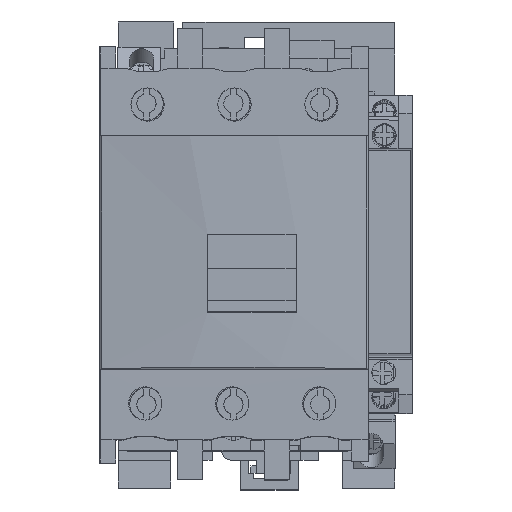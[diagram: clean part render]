
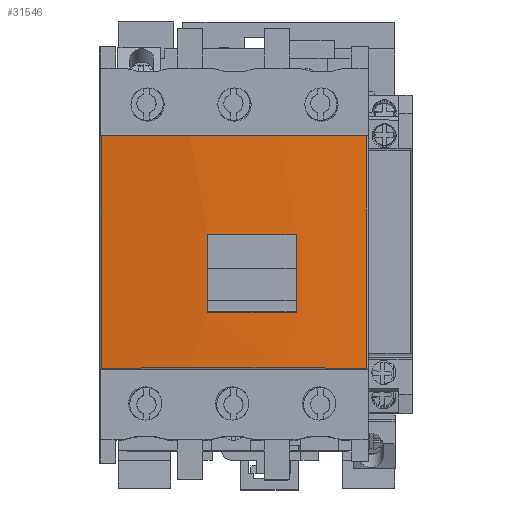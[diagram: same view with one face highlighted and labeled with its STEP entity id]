
A CAD part, top view. The second image highlights one B-rep face of the part: STEP entity #31546.
In plain terms, the highlighted face is a extrusion surface.
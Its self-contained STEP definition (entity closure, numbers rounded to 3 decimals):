
#7687=CARTESIAN_POINT('',(0.513,95.45,178.676));
#7688=CARTESIAN_POINT('',(24.365,95.45,181.963));
#7689=CARTESIAN_POINT('',(48.214,95.45,181.943));
#7690=CARTESIAN_POINT('',(72.06,95.45,178.616));
#7700=CARTESIAN_POINT('',(72.06,32.548,178.616));
#7701=CARTESIAN_POINT('',(48.214,32.963,181.943));
#7702=CARTESIAN_POINT('',(24.365,32.965,181.963));
#7703=CARTESIAN_POINT('',(0.513,32.556,178.676));
#7705=DIRECTION('',(0.,-1.,0.));
#7706=VECTOR('',#7705,62.902);
#7707=CARTESIAN_POINT('',(72.06,95.45,178.616));
#7708=LINE('',#7707,#7706);
#7709=DIRECTION('',(0.,1.,0.));
#7710=VECTOR('',#7709,0.231);
#7711=CARTESIAN_POINT('',(29.22,47.752,181.024));
#7712=LINE('',#7711,#7710);
#7713=CARTESIAN_POINT('',(29.22,47.752,181.024));
#7714=CARTESIAN_POINT('',(37.194,47.752,181.234));
#7715=CARTESIAN_POINT('',(45.161,47.752,181.078));
#7716=CARTESIAN_POINT('',(53.12,47.752,180.556));
#7718=DIRECTION('',(0.,1.,0.));
#7719=VECTOR('',#7718,20.93);
#7720=CARTESIAN_POINT('',(53.12,47.752,180.556));
#7721=LINE('',#7720,#7719);
#7722=CARTESIAN_POINT('',(53.07,68.682,180.559));
#7723=CARTESIAN_POINT('',(53.087,68.682,180.558));
#7724=CARTESIAN_POINT('',(53.103,68.682,180.557));
#7725=CARTESIAN_POINT('',(53.12,68.682,180.556));
#7727=DIRECTION('',(0.,1.,0.));
#7728=VECTOR('',#7727,0.039);
#7729=CARTESIAN_POINT('',(53.07,68.682,180.559));
#7730=LINE('',#7729,#7728);
#7731=CARTESIAN_POINT('',(29.22,68.722,181.024));
#7732=CARTESIAN_POINT('',(37.177,68.722,181.234));
#7733=CARTESIAN_POINT('',(45.127,68.722,181.078));
#7734=CARTESIAN_POINT('',(53.07,68.722,180.559));
#7736=DIRECTION('',(0.,-1.,0.));
#7737=VECTOR('',#7736,20.739);
#7738=CARTESIAN_POINT('',(29.22,68.722,181.024));
#7739=LINE('',#7738,#7737);
#7748=DIRECTION('',(0.,-1.,0.));
#7749=VECTOR('',#7748,62.894);
#7750=CARTESIAN_POINT('',(0.513,95.45,178.676));
#7751=LINE('',#7750,#7749);
#14668=CARTESIAN_POINT('',(0.513,95.45,178.676));
#14670=VERTEX_POINT('',#14668);
#14672=VERTEX_POINT('',#7690);
#14721=CARTESIAN_POINT('',(0.513,32.556,
178.676));
#14723=VERTEX_POINT('',#14721);
#14728=VERTEX_POINT('',#7700);
#17807=CARTESIAN_POINT('',(53.12,47.752,180.556));
#17808=CARTESIAN_POINT('',(53.12,68.682,180.556));
#17809=VERTEX_POINT('',#17807);
#17810=VERTEX_POINT('',#17808);
#17811=VERTEX_POINT('',#7713);
#17838=CARTESIAN_POINT('',(29.22,68.722,181.024));
#17839=CARTESIAN_POINT('',(29.22,47.983,181.024));
#17840=VERTEX_POINT('',#17838);
#17841=VERTEX_POINT('',#17839);
#17842=CARTESIAN_POINT('',(53.07,68.682,180.559));
#17843=CARTESIAN_POINT('',(53.07,68.722,180.559));
#17844=VERTEX_POINT('',#17842);
#17845=VERTEX_POINT('',#17843);
#31512=CARTESIAN_POINT('',(36.071,126.75,-79.336));
#31513=DIRECTION('',(0.,1.,0.));
#31514=DIRECTION('',(0.105,0.,-0.994));
#31515=AXIS2_PLACEMENT_3D('',#31512,#31513,#31514);
#31520=DIRECTION('',(0.,1.,0.));
#31521=VECTOR('',#31520,1.);
#31522=SURFACE_OF_LINEAR_EXTRUSION('',#31516,#31521);
#31523=ORIENTED_EDGE('',*,*,#25322,.T.);
#31525=ORIENTED_EDGE('',*,*,#31524,.F.);
#31526=ORIENTED_EDGE('',*,*,#31496,.T.);
#31527=ORIENTED_EDGE('',*,*,#25293,.T.);
#31528=EDGE_LOOP('',(#31523,#31525,#31526,#31527));
#31529=FACE_OUTER_BOUND('',#31528,.F.);
#31531=ORIENTED_EDGE('',*,*,#31530,.F.);
#31533=ORIENTED_EDGE('',*,*,#31532,.T.);
#31535=ORIENTED_EDGE('',*,*,#31534,.T.);
#31537=ORIENTED_EDGE('',*,*,#31536,.F.);
#31539=ORIENTED_EDGE('',*,*,#31538,.T.);
#31541=ORIENTED_EDGE('',*,*,#31540,.F.);
#31543=ORIENTED_EDGE('',*,*,#31542,.T.);
#31544=EDGE_LOOP('',(#31531,#31533,#31535,#31537,#31539,#31541,#31543));
#31545=FACE_BOUND('',#31544,.F.);
#7691=B_SPLINE_CURVE_WITH_KNOTS('',3,(#7687,#7688,#7689,#7690),.UNSPECIFIED.,
.F.,.F.,(4,4),(0.,1.),.UNSPECIFIED.);
#7704=B_SPLINE_CURVE_WITH_KNOTS('',3,(#7700,#7701,#7702,#7703),.UNSPECIFIED.,
.F.,.F.,(4,4),(0.,1.),.UNSPECIFIED.);
#7717=B_SPLINE_CURVE_WITH_KNOTS('',3,(#7713,#7714,#7715,#7716),.UNSPECIFIED.,
.F.,.F.,(4,4),(0.,1.),.UNSPECIFIED.);
#7726=B_SPLINE_CURVE_WITH_KNOTS('',3,(#7722,#7723,#7724,#7725),.UNSPECIFIED.,
.F.,.F.,(4,4),(0.,1.),.UNSPECIFIED.);
#7735=B_SPLINE_CURVE_WITH_KNOTS('',3,(#7731,#7732,#7733,#7734),.UNSPECIFIED.,
.F.,.F.,(4,4),(0.,1.),.UNSPECIFIED.);
#25293=EDGE_CURVE('',#14672,#14728,#7708,.T.);
#25322=EDGE_CURVE('',#14728,#14723,#7704,.T.);
#31496=EDGE_CURVE('',#14670,#14672,#7691,.T.);
#31516=ELLIPSE('',#31515,260.45,260.45);
#31524=EDGE_CURVE('',#14670,#14723,#7751,.T.);
#31530=EDGE_CURVE('',#17811,#17841,#7712,.T.);
#31532=EDGE_CURVE('',#17811,#17809,#7717,.T.);
#31534=EDGE_CURVE('',#17809,#17810,#7721,.T.);
#31536=EDGE_CURVE('',#17844,#17810,#7726,.T.);
#31538=EDGE_CURVE('',#17844,#17845,#7730,.T.);
#31540=EDGE_CURVE('',#17840,#17845,#7735,.T.);
#31542=EDGE_CURVE('',#17840,#17841,#7739,.T.);
#31546=ADVANCED_FACE('',(#31529,#31545),#31522,.T.);
